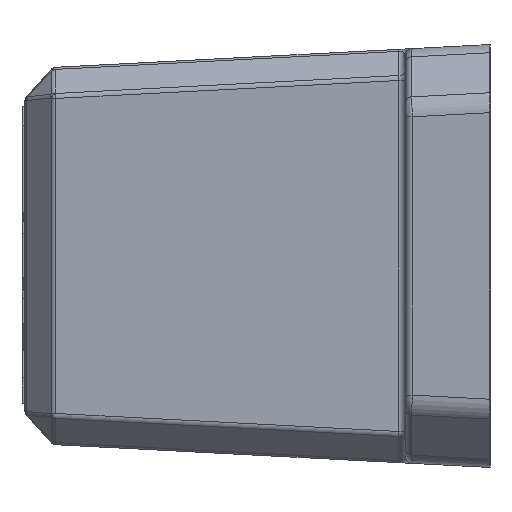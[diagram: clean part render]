
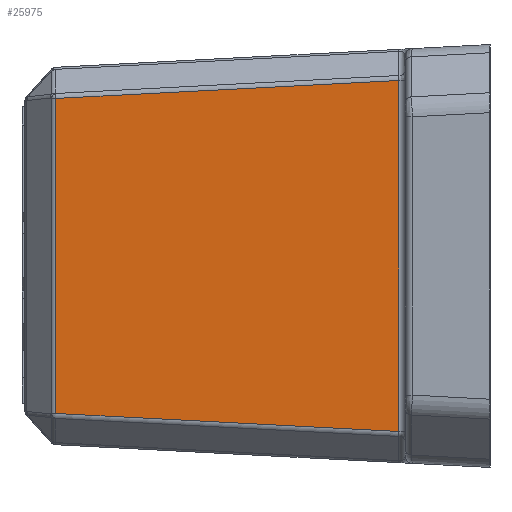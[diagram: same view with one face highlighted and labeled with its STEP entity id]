
A CAD part, left-side view. The second image highlights one B-rep face of the part: STEP entity #25975.
In plain terms, the highlighted planar face has unit normal (-0.999, 0.052, 0).
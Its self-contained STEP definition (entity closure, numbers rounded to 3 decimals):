
#582 = CARTESIAN_POINT ( 'NONE',  ( -10.393, 15.398, -5.683 ) ) ;
#1198 = CARTESIAN_POINT ( 'NONE',  ( -11.03, 3.237, 6.225 ) ) ;
#1460 = VECTOR ( 'NONE', #3917, 1000. ) ;
#1860 = CARTESIAN_POINT ( 'NONE',  ( -11.03, 3.237, -6.223 ) ) ;
#2369 = DIRECTION ( 'NONE',  ( -0.999, 0.052, 0. ) ) ;
#3406 = VERTEX_POINT ( 'NONE', #1198 ) ;
#3758 = VERTEX_POINT ( 'NONE', #5805 ) ;
#3917 = DIRECTION ( 'NONE',  ( 0.052, 0.997, -0.052 ) ) ;
#4726 = DIRECTION ( 'NONE',  ( 0., 0., -1. ) ) ;
#5223 = DIRECTION ( 'NONE',  ( -0.052, -0.997, -0.052 ) ) ;
#5805 = CARTESIAN_POINT ( 'NONE',  ( -10.393, 15.398, 5.588 ) ) ;
#5878 = VERTEX_POINT ( 'NONE', #27783 ) ;
#6402 = FACE_OUTER_BOUND ( 'NONE', #23245, .T. ) ;
#7767 = LINE ( 'NONE', #12686, #1460 ) ;
#8975 = CARTESIAN_POINT ( 'NONE',  ( -11.2, 0., 7.5 ) ) ;
#9947 = VECTOR ( 'NONE', #15206, 1000. ) ;
#10183 = AXIS2_PLACEMENT_3D ( 'NONE', #8975, #2369, #17881 ) ;
#10218 = ORIENTED_EDGE ( 'NONE', *, *, #20285, .T. ) ;
#11098 = EDGE_CURVE ( 'NONE', #5878, #14168, #12564, .T. ) ;
#12564 = LINE ( 'NONE', #22485, #24670 ) ;
#12686 = CARTESIAN_POINT ( 'NONE',  ( -10.388, 15.496, 5.583 ) ) ;
#13625 = PLANE ( 'NONE',  #10183 ) ;
#14168 = VERTEX_POINT ( 'NONE', #1860 ) ;
#15206 = DIRECTION ( 'NONE',  ( 0., 0., 1. ) ) ;
#15723 = EDGE_CURVE ( 'NONE', #3758, #5878, #24034, .T. ) ;
#16870 = ORIENTED_EDGE ( 'NONE', *, *, #11098, .T. ) ;
#17177 = EDGE_CURVE ( 'NONE', #3406, #3758, #7767, .T. ) ;
#17881 = DIRECTION ( 'NONE',  ( -0.052, -0.999, 0. ) ) ;
#20285 = EDGE_CURVE ( 'NONE', #14168, #3406, #20333, .T. ) ;
#20333 = LINE ( 'NONE', #21585, #9947 ) ;
#21585 = CARTESIAN_POINT ( 'NONE',  ( -11.03, 3.237, 7.5 ) ) ;
#22485 = CARTESIAN_POINT ( 'NONE',  ( -11.043, 2.995, -6.236 ) ) ;
#23245 = EDGE_LOOP ( 'NONE', ( #16870, #10218, #23923, #24162 ) ) ;
#23923 = ORIENTED_EDGE ( 'NONE', *, *, #17177, .T. ) ;
#24034 = LINE ( 'NONE', #582, #25430 ) ;
#24162 = ORIENTED_EDGE ( 'NONE', *, *, #15723, .T. ) ;
#24670 = VECTOR ( 'NONE', #5223, 1000. ) ;
#25430 = VECTOR ( 'NONE', #4726, 1000. ) ;
#25975 = ADVANCED_FACE ( 'NONE', ( #6402 ), #13625, .T. ) ;
#27783 = CARTESIAN_POINT ( 'NONE',  ( -10.393, 15.398, -5.586 ) ) ;
